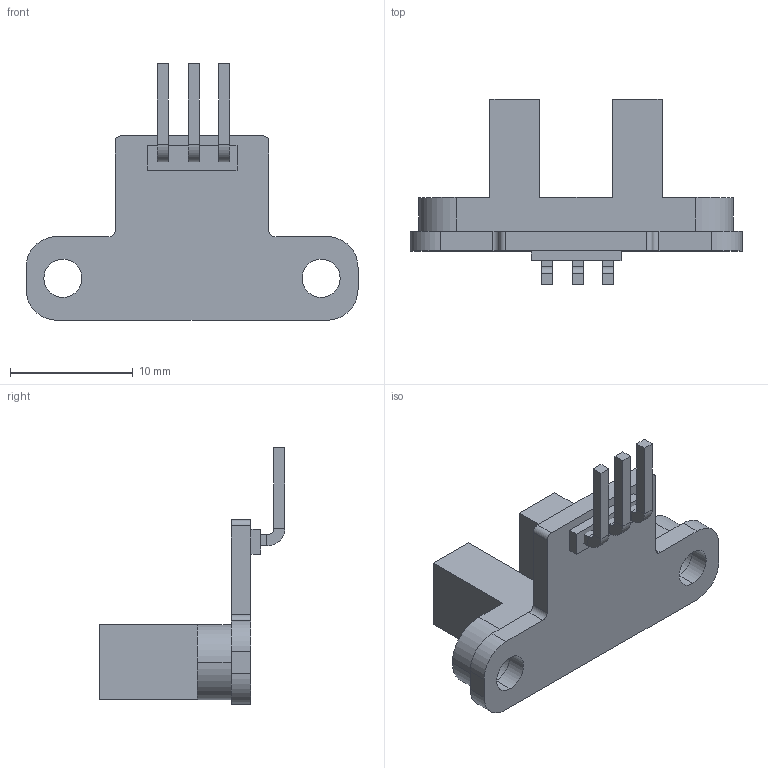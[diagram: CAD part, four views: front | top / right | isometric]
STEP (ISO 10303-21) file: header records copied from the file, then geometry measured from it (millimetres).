
FILE_DESCRIPTION (( 'STEP AP214' ), '1' );
FILE_NAME ('ENCODER_DIGITALIZE.STEP', '2023-01-13T09:10:55', ( '' ), ( '' ), 'SwSTEP 2.0', 'SolidWorks 2022', '' );
FILE_SCHEMA (( 'AUTOMOTIVE_DESIGN' ));
Length unit declared in the file: millimetre
Products named in the file (1): ENCODER_DIGITALIZE
Bounding box: 27 x 15.12 x 20.86 mm (x, y, z)
Volume: 1220.9 mm3; surface area: 1644.1 mm2
Topology: 6 solids, 6 shells, 90 faces, 210 edges, 132 vertices
Faces by surface type: plane 64, cylinder 26
Entity records: 2629 total; most frequent: DIRECTION 444, CARTESIAN_POINT 433, ORIENTED_EDGE 420, EDGE_CURVE 210, LINE 158, VECTOR 158, AXIS2_PLACEMENT_3D 143, VERTEX_POINT 132
